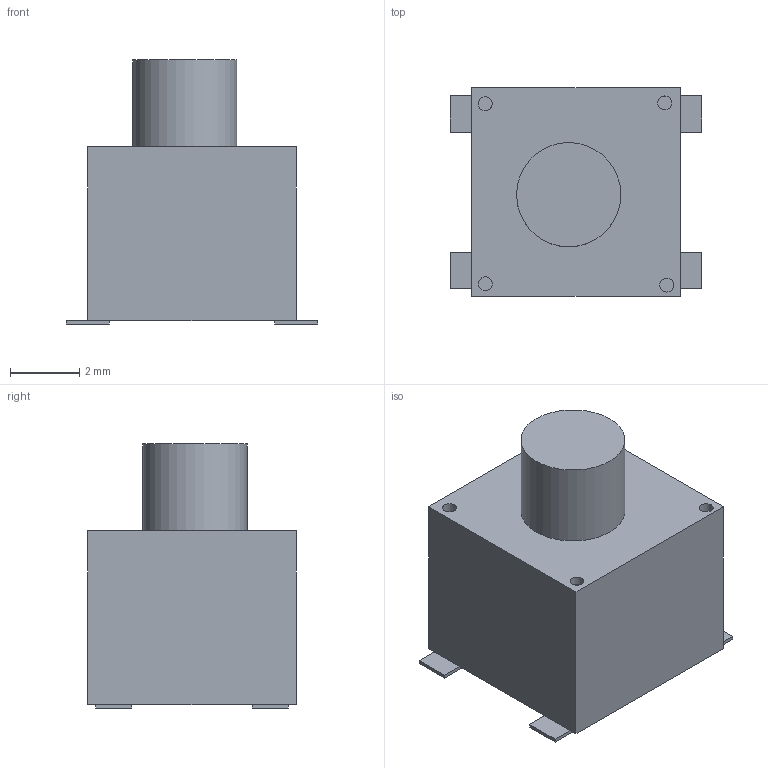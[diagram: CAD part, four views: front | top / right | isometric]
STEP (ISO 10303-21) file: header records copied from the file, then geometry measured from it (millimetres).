
FILE_DESCRIPTION(/* description */ (''),/* implementation_level */ '2;1');
FILE_NAME(/* name */ 'Pulsador v3.step',/* time_stamp */ '2021-08-25T20:15:25-05:00',/* author */ (''),/* organization */ (''),/* preprocessor_version */ 'ST-DEVELOPER v18.1',/* originating_system */ 'Autodesk Translation Framework v10.10.0.1391',/* authorisation */ '');
FILE_SCHEMA (('AUTOMOTIVE_DESIGN { 1 0 10303 214 3 1 1 }'));
Length unit declared in the file: millimetre
Products named in the file (3): Pulsador; Body; Pins
Assembly tree (2 placements, depth 2):
  Pulsador
    Body
    Pins
Bounding box: 7.24 x 6 x 7.6 mm (x, y, z)
Volume: 197.8 mm3; surface area: 231.4 mm2
Topology: 5 solids, 5 shells, 45 faces, 87 edges, 58 vertices
Faces by surface type: plane 38, cylinder 7
Full cylindrical faces by diameter (mm): 0.4 x4, 3 x1
Entity records: 1255 total; most frequent: DIRECTION 205, CARTESIAN_POINT 195, ORIENTED_EDGE 174, EDGE_CURVE 87, LINE 69, VECTOR 69, AXIS2_PLACEMENT_3D 68, VERTEX_POINT 58
